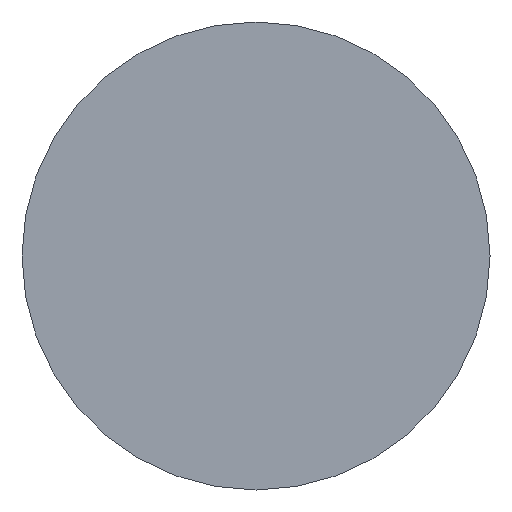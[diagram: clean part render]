
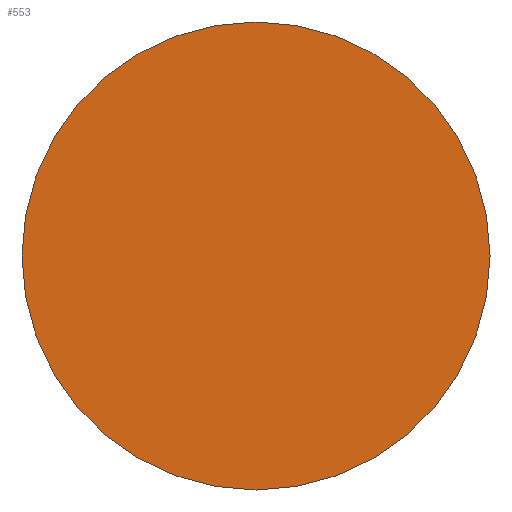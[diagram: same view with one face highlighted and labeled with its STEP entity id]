
A CAD part, front view. The second image highlights one B-rep face of the part: STEP entity #553.
In plain terms, the highlighted planar face has unit normal (0, -1, 0).
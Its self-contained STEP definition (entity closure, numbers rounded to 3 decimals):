
#21 = DIRECTION ( 'NONE',  ( 0., 0., 1. ) ) ;
#101 = CARTESIAN_POINT ( 'NONE',  ( 0., 0., 0. ) ) ;
#117 = AXIS2_PLACEMENT_3D ( 'NONE', #101, #218, #230 ) ;
#146 = ORIENTED_EDGE ( 'NONE', *, *, #630, .F. ) ;
#162 = AXIS2_PLACEMENT_3D ( 'NONE', #631, #684, #457 ) ;
#180 = CARTESIAN_POINT ( 'NONE',  ( 0., 0., 0. ) ) ;
#204 = VERTEX_POINT ( 'NONE', #300 ) ;
#218 = DIRECTION ( 'NONE',  ( 0., 1., 0. ) ) ;
#230 = DIRECTION ( 'NONE',  ( 0., 0., 1. ) ) ;
#300 = CARTESIAN_POINT ( 'NONE',  ( 0., 0., -100. ) ) ;
#343 = VERTEX_POINT ( 'NONE', #576 ) ;
#446 = EDGE_CURVE ( 'NONE', #204, #343, #532, .T. ) ;
#457 = DIRECTION ( 'NONE',  ( 0., 0., 1. ) ) ;
#528 = PLANE ( 'NONE',  #720 ) ;
#532 = CIRCLE ( 'NONE', #162, 100. ) ;
#553 = ADVANCED_FACE ( 'NONE', ( #697 ), #528, .F. ) ;
#576 = CARTESIAN_POINT ( 'NONE',  ( 0., 0., 100. ) ) ;
#630 = EDGE_CURVE ( 'NONE', #343, #204, #641, .T. ) ;
#631 = CARTESIAN_POINT ( 'NONE',  ( 0., 0., 0. ) ) ;
#638 = DIRECTION ( 'NONE',  ( 0., 1., 0. ) ) ;
#641 = CIRCLE ( 'NONE', #117, 100. ) ;
#670 = EDGE_LOOP ( 'NONE', ( #735, #146 ) ) ;
#684 = DIRECTION ( 'NONE',  ( 0., 1., 0. ) ) ;
#697 = FACE_OUTER_BOUND ( 'NONE', #670, .T. ) ;
#720 = AXIS2_PLACEMENT_3D ( 'NONE', #180, #638, #21 ) ;
#735 = ORIENTED_EDGE ( 'NONE', *, *, #446, .F. ) ;
